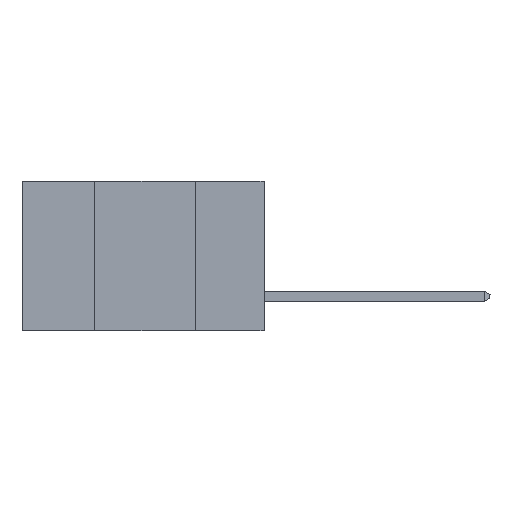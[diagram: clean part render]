
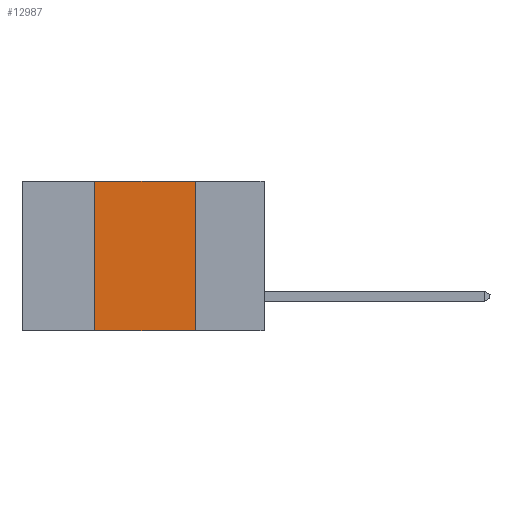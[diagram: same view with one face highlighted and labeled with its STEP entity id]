
A CAD part, left-side view. The second image highlights one B-rep face of the part: STEP entity #12987.
In plain terms, the highlighted planar face has unit normal (-1, 0, 0).
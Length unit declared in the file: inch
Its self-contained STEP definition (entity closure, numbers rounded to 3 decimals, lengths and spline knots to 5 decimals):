
#1085 = LINE ( 'NONE', #11404, #16236 ) ;
#1566 = CARTESIAN_POINT ( 'NONE',  ( 0., 0.17, -0.37 ) ) ;
#1965 = LINE ( 'NONE', #12730, #12926 ) ;
#2623 = VERTEX_POINT ( 'NONE', #7859 ) ;
#3462 = EDGE_CURVE ( 'NONE', #2623, #3791, #1965, .T. ) ;
#3464 = VERTEX_POINT ( 'NONE', #8475 ) ;
#3791 = VERTEX_POINT ( 'NONE', #1566 ) ;
#4245 = ORIENTED_EDGE ( 'NONE', *, *, #16565, .F. ) ;
#4454 = EDGE_CURVE ( 'NONE', #3464, #3791, #1085, .T. ) ;
#4787 = EDGE_LOOP ( 'NONE', ( #7394, #4245, #5601, #13532 ) ) ;
#4860 = VECTOR ( 'NONE', #5068, 39.37008 ) ;
#5030 = FACE_OUTER_BOUND ( 'NONE', #4787, .T. ) ;
#5068 = DIRECTION ( 'NONE',  ( 0., -1., 0. ) ) ;
#5601 = ORIENTED_EDGE ( 'NONE', *, *, #14576, .F. ) ;
#5786 = CARTESIAN_POINT ( 'NONE',  ( 0., 0.6, 0. ) ) ;
#5847 = PLANE ( 'NONE',  #16764 ) ;
#5878 = DIRECTION ( 'NONE',  ( 0., -1., 0. ) ) ;
#7394 = ORIENTED_EDGE ( 'NONE', *, *, #4454, .F. ) ;
#7859 = CARTESIAN_POINT ( 'NONE',  ( 0., 0.42, -0.37 ) ) ;
#8271 = CARTESIAN_POINT ( 'NONE',  ( 0., 0.42, 0. ) ) ;
#8279 = DIRECTION ( 'NONE',  ( 0., 0., -1. ) ) ;
#8332 = CARTESIAN_POINT ( 'NONE',  ( 0., 0.6, 0. ) ) ;
#8475 = CARTESIAN_POINT ( 'NONE',  ( 0., 0.17, 0. ) ) ;
#11012 = VECTOR ( 'NONE', #12226, 39.37008 ) ;
#11404 = CARTESIAN_POINT ( 'NONE',  ( 0., 0.17, 0. ) ) ;
#12226 = DIRECTION ( 'NONE',  ( 0., 0., 1. ) ) ;
#12640 = VERTEX_POINT ( 'NONE', #13913 ) ;
#12682 = DIRECTION ( 'NONE',  ( 0., 0., -1. ) ) ;
#12730 = CARTESIAN_POINT ( 'NONE',  ( 0., 0.6, -0.37 ) ) ;
#12926 = VECTOR ( 'NONE', #5878, 39.37008 ) ;
#12987 = ADVANCED_FACE ( 'NONE', ( #5030 ), #5847, .F. ) ;
#13532 = ORIENTED_EDGE ( 'NONE', *, *, #3462, .T. ) ;
#13913 = CARTESIAN_POINT ( 'NONE',  ( 0., 0.42, 0. ) ) ;
#14052 = LINE ( 'NONE', #5786, #4860 ) ;
#14576 = EDGE_CURVE ( 'NONE', #2623, #12640, #16653, .T. ) ;
#16236 = VECTOR ( 'NONE', #12682, 39.37008 ) ;
#16331 = DIRECTION ( 'NONE',  ( 1., 0., 0. ) ) ;
#16565 = EDGE_CURVE ( 'NONE', #12640, #3464, #14052, .T. ) ;
#16653 = LINE ( 'NONE', #8271, #11012 ) ;
#16764 = AXIS2_PLACEMENT_3D ( 'NONE', #8332, #16331, #8279 ) ;
